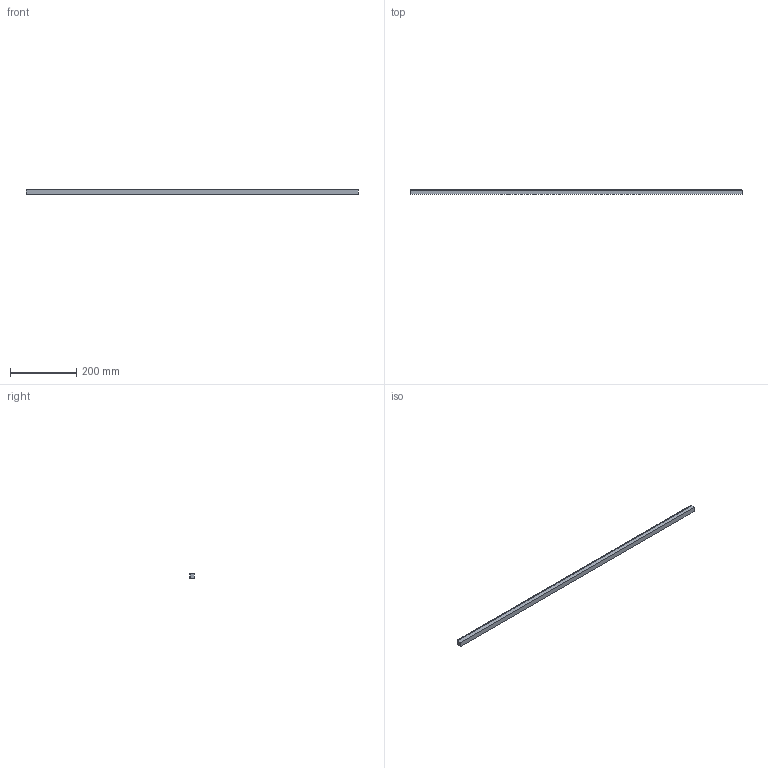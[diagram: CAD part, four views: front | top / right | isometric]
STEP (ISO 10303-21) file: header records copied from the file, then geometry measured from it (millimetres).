
FILE_DESCRIPTION(/* description */ ('STEP AP203'),/* implementation_level */ '2;1');
FILE_NAME(/* name */ '22461200',/* time_stamp */ '2024-05-22T14:43:20+02:00',/* author */ ('License CC BY-ND 4.0'),/* organization */ ('CADENAS'),/* preprocessor_version */ 'ST-DEVELOPER v19.3',/* originating_system */ 'PARTsolutions',/* authorisation */ ' ');
FILE_SCHEMA (('CONFIG_CONTROL_DESIGN'));
Length unit declared in the file: millimetre
Products named in the file (1): 22461200
Bounding box: 1000 x 15 x 15 mm (x, y, z)
Volume: 209085.2 mm3; surface area: 73290.5 mm2
Topology: 1 solids, 1 shells, 1278 faces, 3828 edges, 2552 vertices
Faces by surface type: plane 1278
Entity records: 42162 total; most frequent: CARTESIAN_POINT 7659, ORIENTED_EDGE 7656, DIRECTION 6386, EDGE_CURVE 3828, LINE 3828, VECTOR 3828, VERTEX_POINT 2552, AXIS2_PLACEMENT_3D 1279
